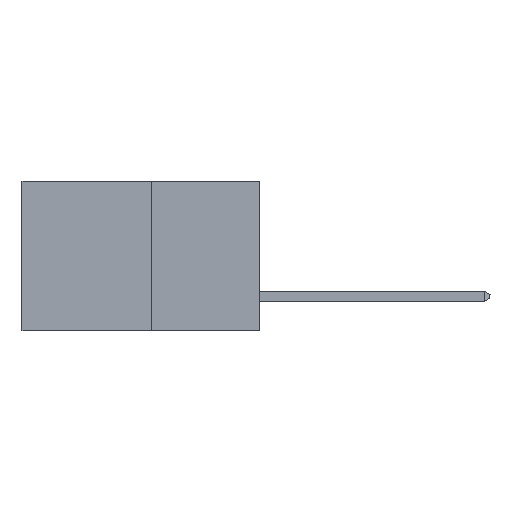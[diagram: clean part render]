
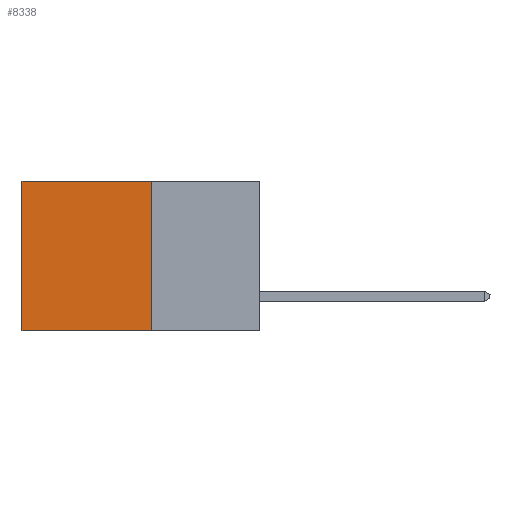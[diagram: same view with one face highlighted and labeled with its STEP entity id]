
A CAD part, left-side view. The second image highlights one B-rep face of the part: STEP entity #8338.
In plain terms, the highlighted planar face has unit normal (-1, 0, 0).
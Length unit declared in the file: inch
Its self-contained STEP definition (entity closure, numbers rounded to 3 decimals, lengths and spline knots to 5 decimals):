
#258 = ORIENTED_EDGE ( 'NONE', *, *, #4483, .T. ) ;
#310 = VERTEX_POINT ( 'NONE', #6319 ) ;
#331 = DIRECTION ( 'NONE',  ( 1., 0., 0. ) ) ;
#352 = EDGE_CURVE ( 'NONE', #8437, #310, #1884, .T. ) ;
#777 = CARTESIAN_POINT ( 'NONE',  ( 0.277, 0.59, 0. ) ) ;
#903 = ORIENTED_EDGE ( 'NONE', *, *, #3471, .T. ) ;
#913 = DIRECTION ( 'NONE',  ( 0., 1., 0. ) ) ;
#951 = CARTESIAN_POINT ( 'NONE',  ( 0.277, 0.27, 0. ) ) ;
#1113 = DIRECTION ( 'NONE',  ( 0., 0., -1. ) ) ;
#1313 = DIRECTION ( 'NONE',  ( 0., 1., 0. ) ) ;
#1884 = LINE ( 'NONE', #4821, #9818 ) ;
#2682 = LINE ( 'NONE', #7890, #4534 ) ;
#2848 = VECTOR ( 'NONE', #913, 39.37008 ) ;
#3471 = EDGE_CURVE ( 'NONE', #8437, #7986, #6914, .T. ) ;
#3726 = CARTESIAN_POINT ( 'NONE',  ( 0.277, 0.27, 0. ) ) ;
#4483 = EDGE_CURVE ( 'NONE', #7986, #9758, #2682, .T. ) ;
#4534 = VECTOR ( 'NONE', #7921, 39.37008 ) ;
#4821 = CARTESIAN_POINT ( 'NONE',  ( 0.277, 0.27, -0.37 ) ) ;
#5911 = DIRECTION ( 'NONE',  ( 0., 0., -1. ) ) ;
#6175 = CARTESIAN_POINT ( 'NONE',  ( 0.277, 0.59, -0.37 ) ) ;
#6187 = ORIENTED_EDGE ( 'NONE', *, *, #9554, .F. ) ;
#6319 = CARTESIAN_POINT ( 'NONE',  ( 0.277, 0.27, -0.37 ) ) ;
#6337 = ORIENTED_EDGE ( 'NONE', *, *, #352, .F. ) ;
#6643 = EDGE_LOOP ( 'NONE', ( #258, #6187, #6337, #903 ) ) ;
#6762 = CARTESIAN_POINT ( 'NONE',  ( 0.277, 0.27, -0.37 ) ) ;
#6914 = LINE ( 'NONE', #951, #2848 ) ;
#7106 = VECTOR ( 'NONE', #1313, 39.37008 ) ;
#7335 = LINE ( 'NONE', #6762, #7106 ) ;
#7890 = CARTESIAN_POINT ( 'NONE',  ( 0.277, 0.59, -0.37 ) ) ;
#7921 = DIRECTION ( 'NONE',  ( 0., 0., -1. ) ) ;
#7986 = VERTEX_POINT ( 'NONE', #777 ) ;
#8338 = ADVANCED_FACE ( 'NONE', ( #8505 ), #9515, .F. ) ;
#8437 = VERTEX_POINT ( 'NONE', #3726 ) ;
#8505 = FACE_OUTER_BOUND ( 'NONE', #6643, .T. ) ;
#8847 = CARTESIAN_POINT ( 'NONE',  ( 0.277, 0.27, -0.37 ) ) ;
#9515 = PLANE ( 'NONE',  #9552 ) ;
#9552 = AXIS2_PLACEMENT_3D ( 'NONE', #8847, #331, #5911 ) ;
#9554 = EDGE_CURVE ( 'NONE', #310, #9758, #7335, .T. ) ;
#9758 = VERTEX_POINT ( 'NONE', #6175 ) ;
#9818 = VECTOR ( 'NONE', #1113, 39.37008 ) ;
